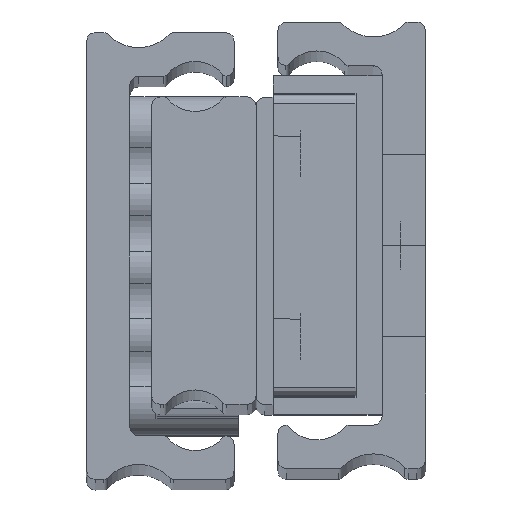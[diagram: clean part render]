
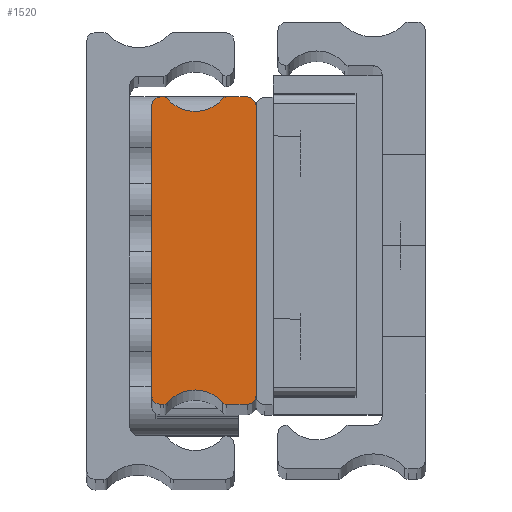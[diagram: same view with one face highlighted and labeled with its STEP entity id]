
A CAD part, top view. The second image highlights one B-rep face of the part: STEP entity #1520.
In plain terms, the highlighted planar face has unit normal (0, 0, 1).
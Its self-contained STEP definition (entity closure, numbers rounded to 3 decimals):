
#52 = CARTESIAN_POINT ( 'NONE',  ( -1., 17.687, 0. ) ) ;
#70 = CARTESIAN_POINT ( 'NONE',  ( -11., -16.688, 0. ) ) ;
#71 = ORIENTED_EDGE ( 'NONE', *, *, #2723, .T. ) ;
#132 = CARTESIAN_POINT ( 'NONE',  ( -3.397, -17.688, 0. ) ) ;
#134 = VERTEX_POINT ( 'NONE', #6804 ) ;
#150 = LINE ( 'NONE', #1296, #5243 ) ;
#207 = EDGE_CURVE ( 'NONE', #5290, #2278, #6784, .T. ) ;
#210 = CIRCLE ( 'NONE', #1186, 4.22 ) ;
#276 = VERTEX_POINT ( 'NONE', #3945 ) ;
#333 = ORIENTED_EDGE ( 'NONE', *, *, #7047, .T. ) ;
#348 = CARTESIAN_POINT ( 'NONE',  ( -12., 16.687, 0. ) ) ;
#415 = CARTESIAN_POINT ( 'NONE',  ( -7., -20.232, 0. ) ) ;
#431 = ORIENTED_EDGE ( 'NONE', *, *, #2156, .T. ) ;
#659 = CIRCLE ( 'NONE', #5941, 1. ) ;
#661 = DIRECTION ( 'NONE',  ( 1., 0., 0. ) ) ;
#859 = CIRCLE ( 'NONE', #5150, 0.5 ) ;
#901 = CARTESIAN_POINT ( 'NONE',  ( -10.192, -17.473, 0. ) ) ;
#936 = DIRECTION ( 'NONE',  ( 1., 0., 0. ) ) ;
#1016 = CARTESIAN_POINT ( 'NONE',  ( -1., -17.688, 0. ) ) ;
#1094 = DIRECTION ( 'NONE',  ( 0., 0., 1. ) ) ;
#1156 = AXIS2_PLACEMENT_3D ( 'NONE', #4012, #5845, #2194 ) ;
#1186 = AXIS2_PLACEMENT_3D ( 'NONE', #1205, #4218, #661 ) ;
#1205 = CARTESIAN_POINT ( 'NONE',  ( -7., 20.232, 0. ) ) ;
#1241 = VECTOR ( 'NONE', #4700, 1000. ) ;
#1296 = CARTESIAN_POINT ( 'NONE',  ( -11., -17.687, 0. ) ) ;
#1326 = CARTESIAN_POINT ( 'NONE',  ( 0., -16.687, 0. ) ) ;
#1403 = ORIENTED_EDGE ( 'NONE', *, *, #4566, .T. ) ;
#1469 = VECTOR ( 'NONE', #5310, 1000. ) ;
#1520 = ADVANCED_FACE ( 'NONE', ( #2904 ), #7494, .T. ) ;
#1546 = DIRECTION ( 'NONE',  ( 0., 0., -1. ) ) ;
#1562 = CARTESIAN_POINT ( 'NONE',  ( -10.603, 17.187, 0. ) ) ;
#1610 = CARTESIAN_POINT ( 'NONE',  ( -10.603, -17.187, 0. ) ) ;
#1675 = DIRECTION ( 'NONE',  ( 0., 0., 1. ) ) ;
#1745 = VERTEX_POINT ( 'NONE', #5971 ) ;
#1759 = VERTEX_POINT ( 'NONE', #901 ) ;
#1767 = ORIENTED_EDGE ( 'NONE', *, *, #4589, .T. ) ;
#1770 = ORIENTED_EDGE ( 'NONE', *, *, #2507, .T. ) ;
#1896 = ORIENTED_EDGE ( 'NONE', *, *, #4010, .T. ) ;
#1961 = AXIS2_PLACEMENT_3D ( 'NONE', #7424, #1094, #2248 ) ;
#2001 = CARTESIAN_POINT ( 'NONE',  ( -1., 16.687, 0. ) ) ;
#2043 = CARTESIAN_POINT ( 'NONE',  ( -10.603, 17.687, 0. ) ) ;
#2114 = ORIENTED_EDGE ( 'NONE', *, *, #207, .T. ) ;
#2156 = EDGE_CURVE ( 'NONE', #3091, #4333, #3062, .T. ) ;
#2185 = DIRECTION ( 'NONE',  ( 0., 0., 1. ) ) ;
#2194 = DIRECTION ( 'NONE',  ( 1., 0., 0. ) ) ;
#2201 = VERTEX_POINT ( 'NONE', #2043 ) ;
#2248 = DIRECTION ( 'NONE',  ( 1., 0., 0. ) ) ;
#2278 = VERTEX_POINT ( 'NONE', #348 ) ;
#2310 = EDGE_CURVE ( 'NONE', #2278, #3826, #2559, .T. ) ;
#2349 = AXIS2_PLACEMENT_3D ( 'NONE', #5749, #1675, #7532 ) ;
#2426 = DIRECTION ( 'NONE',  ( -1., 0., 0. ) ) ;
#2435 = AXIS2_PLACEMENT_3D ( 'NONE', #4776, #3519, #5843 ) ;
#2507 = EDGE_CURVE ( 'NONE', #2201, #5290, #4313, .T. ) ;
#2514 = DIRECTION ( 'NONE',  ( 1., 0., 0. ) ) ;
#2518 = ORIENTED_EDGE ( 'NONE', *, *, #3655, .T. ) ;
#2559 = LINE ( 'NONE', #6718, #5157 ) ;
#2637 = CARTESIAN_POINT ( 'NONE',  ( -1., -16.687, 0. ) ) ;
#2723 = EDGE_CURVE ( 'NONE', #276, #3091, #3234, .T. ) ;
#2786 = CARTESIAN_POINT ( 'NONE',  ( -10.192, 17.473, 0. ) ) ;
#2904 = FACE_OUTER_BOUND ( 'NONE', #7408, .T. ) ;
#3049 = ORIENTED_EDGE ( 'NONE', *, *, #2310, .T. ) ;
#3062 = LINE ( 'NONE', #132, #1241 ) ;
#3091 = VERTEX_POINT ( 'NONE', #4800 ) ;
#3126 = DIRECTION ( 'NONE',  ( 0., 0., 1. ) ) ;
#3153 = CIRCLE ( 'NONE', #6665, 1. ) ;
#3234 = CIRCLE ( 'NONE', #2349, 0.5 ) ;
#3313 = CIRCLE ( 'NONE', #2435, 0.5 ) ;
#3477 = LINE ( 'NONE', #52, #7161 ) ;
#3519 = DIRECTION ( 'NONE',  ( 0., 0., 1. ) ) ;
#3537 = VERTEX_POINT ( 'NONE', #1326 ) ;
#3655 = EDGE_CURVE ( 'NONE', #6084, #134, #3477, .T. ) ;
#3657 = CARTESIAN_POINT ( 'NONE',  ( -10.603, 17.688, 0. ) ) ;
#3668 = CARTESIAN_POINT ( 'NONE',  ( -12., -16.688, 0. ) ) ;
#3736 = CARTESIAN_POINT ( 'NONE',  ( -1., 17.688, 0. ) ) ;
#3777 = DIRECTION ( 'NONE',  ( -1., 0., 0. ) ) ;
#3826 = VERTEX_POINT ( 'NONE', #3668 ) ;
#3874 = EDGE_CURVE ( 'NONE', #5899, #6084, #659, .T. ) ;
#3900 = DIRECTION ( 'NONE',  ( 1., 0., 0. ) ) ;
#3945 = CARTESIAN_POINT ( 'NONE',  ( -3.808, -17.473, 0. ) ) ;
#3960 = VECTOR ( 'NONE', #3777, 1000. ) ;
#4010 = EDGE_CURVE ( 'NONE', #3826, #1745, #3153, .T. ) ;
#4012 = CARTESIAN_POINT ( 'NONE',  ( -11., 16.687, 0. ) ) ;
#4130 = VERTEX_POINT ( 'NONE', #5452 ) ;
#4175 = EDGE_CURVE ( 'NONE', #7412, #2201, #5211, .T. ) ;
#4218 = DIRECTION ( 'NONE',  ( 0., 0., -1. ) ) ;
#4248 = ORIENTED_EDGE ( 'NONE', *, *, #6103, .T. ) ;
#4313 = LINE ( 'NONE', #3657, #3960 ) ;
#4333 = VERTEX_POINT ( 'NONE', #1016 ) ;
#4364 = AXIS2_PLACEMENT_3D ( 'NONE', #1562, #6117, #5597 ) ;
#4439 = ORIENTED_EDGE ( 'NONE', *, *, #5415, .T. ) ;
#4566 = EDGE_CURVE ( 'NONE', #5180, #7412, #210, .T. ) ;
#4589 = EDGE_CURVE ( 'NONE', #4333, #3537, #4623, .T. ) ;
#4623 = CIRCLE ( 'NONE', #7542, 1. ) ;
#4700 = DIRECTION ( 'NONE',  ( 1., 0., 0. ) ) ;
#4743 = AXIS2_PLACEMENT_3D ( 'NONE', #415, #1546, #3900 ) ;
#4776 = CARTESIAN_POINT ( 'NONE',  ( -3.397, 17.187, 0. ) ) ;
#4800 = CARTESIAN_POINT ( 'NONE',  ( -3.397, -17.688, 0. ) ) ;
#5050 = EDGE_CURVE ( 'NONE', #134, #5180, #3313, .T. ) ;
#5105 = CARTESIAN_POINT ( 'NONE',  ( -11., 17.687, 0. ) ) ;
#5150 = AXIS2_PLACEMENT_3D ( 'NONE', #1610, #2185, #6282 ) ;
#5157 = VECTOR ( 'NONE', #6641, 1000. ) ;
#5180 = VERTEX_POINT ( 'NONE', #6064 ) ;
#5211 = CIRCLE ( 'NONE', #4364, 0.5 ) ;
#5243 = VECTOR ( 'NONE', #936, 1000. ) ;
#5290 = VERTEX_POINT ( 'NONE', #5105 ) ;
#5310 = DIRECTION ( 'NONE',  ( 0., 1., 0. ) ) ;
#5415 = EDGE_CURVE ( 'NONE', #1759, #276, #5965, .T. ) ;
#5452 = CARTESIAN_POINT ( 'NONE',  ( -10.603, -17.687, 0. ) ) ;
#5540 = DIRECTION ( 'NONE',  ( 0., 0., 1. ) ) ;
#5597 = DIRECTION ( 'NONE',  ( 1., 0., 0. ) ) ;
#5749 = CARTESIAN_POINT ( 'NONE',  ( -3.397, -17.187, 0. ) ) ;
#5843 = DIRECTION ( 'NONE',  ( 1., 0., 0. ) ) ;
#5845 = DIRECTION ( 'NONE',  ( 0., 0., 1. ) ) ;
#5899 = VERTEX_POINT ( 'NONE', #7041 ) ;
#5941 = AXIS2_PLACEMENT_3D ( 'NONE', #2001, #5540, #2514 ) ;
#5965 = CIRCLE ( 'NONE', #4743, 4.22 ) ;
#5971 = CARTESIAN_POINT ( 'NONE',  ( -11., -17.687, 0. ) ) ;
#6064 = CARTESIAN_POINT ( 'NONE',  ( -3.808, 17.473, 0. ) ) ;
#6084 = VERTEX_POINT ( 'NONE', #3736 ) ;
#6103 = EDGE_CURVE ( 'NONE', #1745, #4130, #150, .T. ) ;
#6117 = DIRECTION ( 'NONE',  ( 0., 0., 1. ) ) ;
#6146 = DIRECTION ( 'NONE',  ( 1., 0., 0. ) ) ;
#6166 = ORIENTED_EDGE ( 'NONE', *, *, #3874, .T. ) ;
#6282 = DIRECTION ( 'NONE',  ( 1., 0., 0. ) ) ;
#6396 = EDGE_CURVE ( 'NONE', #3537, #5899, #6518, .T. ) ;
#6401 = CARTESIAN_POINT ( 'NONE',  ( 0., -16.687, 0. ) ) ;
#6518 = LINE ( 'NONE', #6401, #1469 ) ;
#6545 = ORIENTED_EDGE ( 'NONE', *, *, #4175, .T. ) ;
#6575 = DIRECTION ( 'NONE',  ( 1., 0., 0. ) ) ;
#6641 = DIRECTION ( 'NONE',  ( 0., -1., 0. ) ) ;
#6644 = DIRECTION ( 'NONE',  ( 0., 0., 1. ) ) ;
#6665 = AXIS2_PLACEMENT_3D ( 'NONE', #70, #3126, #6575 ) ;
#6703 = ORIENTED_EDGE ( 'NONE', *, *, #6396, .T. ) ;
#6718 = CARTESIAN_POINT ( 'NONE',  ( -12., 16.687, 0. ) ) ;
#6784 = CIRCLE ( 'NONE', #1156, 1. ) ;
#6804 = CARTESIAN_POINT ( 'NONE',  ( -3.397, 17.687, 0. ) ) ;
#7041 = CARTESIAN_POINT ( 'NONE',  ( 0., 16.687, 0. ) ) ;
#7047 = EDGE_CURVE ( 'NONE', #4130, #1759, #859, .T. ) ;
#7161 = VECTOR ( 'NONE', #2426, 1000. ) ;
#7266 = ORIENTED_EDGE ( 'NONE', *, *, #5050, .T. ) ;
#7408 = EDGE_LOOP ( 'NONE', ( #1403, #6545, #1770, #2114, #3049, #1896, #4248, #333, #4439, #71, #431, #1767, #6703, #6166, #2518, #7266 ) ) ;
#7412 = VERTEX_POINT ( 'NONE', #2786 ) ;
#7424 = CARTESIAN_POINT ( 'NONE',  ( -7., 20.232, 0. ) ) ;
#7494 = PLANE ( 'NONE',  #1961 ) ;
#7532 = DIRECTION ( 'NONE',  ( 1., 0., 0. ) ) ;
#7542 = AXIS2_PLACEMENT_3D ( 'NONE', #2637, #6644, #6146 ) ;
